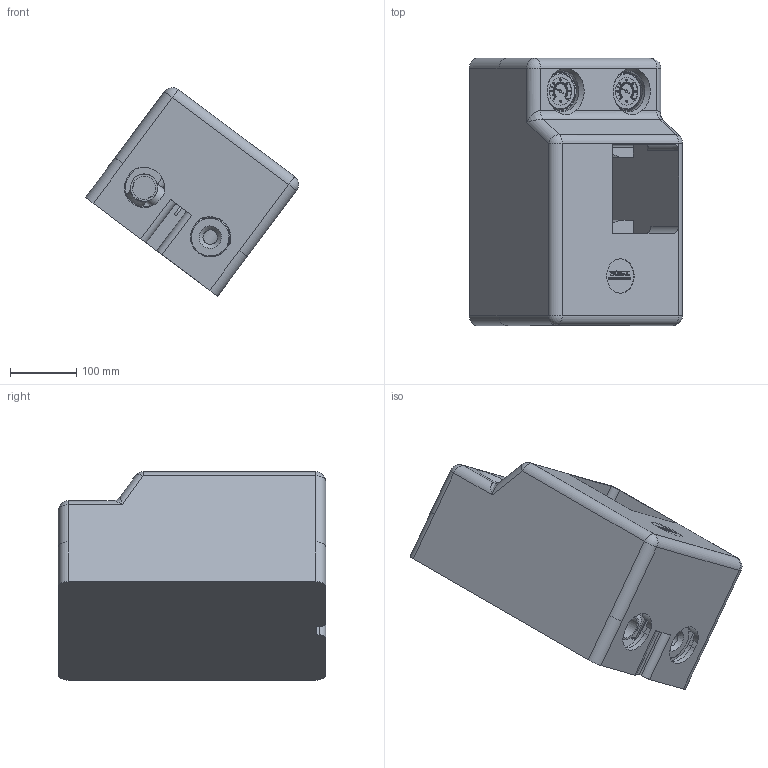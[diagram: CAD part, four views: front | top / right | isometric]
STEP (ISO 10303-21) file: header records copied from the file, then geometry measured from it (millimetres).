
FILE_DESCRIPTION(/* description */ (''),/* implementation_level */ '2;1');
FILE_NAME(/* name */ 'SMT125-DN32.stp',/* time_stamp */ '2015-11-29T19:52:05+01:00',/* author */ ('ARTUR'),/* organization */ (''),/* preprocessor_version */ 'ST-DEVELOPER v15.6',/* originating_system */ 'Autodesk Inventor 2015',/* authorisation */ '');
FILE_SCHEMA (('CONFIG_CONTROL_DESIGN'));
Products named in the file (1): SMT125-DN32
Bounding box: 322.94 x 405 x 315.85 mm (x, y, z)
Volume: 10119972.5 mm3; surface area: 1137803.5 mm2
Topology: 1 solids, 19 shells, 3370 faces, 9251 edges, 5964 vertices
Faces by surface type: plane 1912, cylinder 784, bspline 428, cone 91, torus 88, sphere 67
Full cylindrical faces by diameter (mm): 2 x1, 3.242 x1, 4.459 x1, 4.917 x8, 5 x1, 5.5 x1, 6 x2, 6.5 x4, 8.5 x1, 9 x1, 9.3 x1, 10 x4, 12 x3, 12.3 x2, 13 x2, 15 x3, 20 x1, 22 x3, 25 x2, 29 x1, 30 x4, 33 x1, 35 x4, 35.9 x1, 40 x6, 41 x5, 42 x2, 42.5 x2, 45 x2, 50 x1
Entity records: 113168 total; most frequent: CARTESIAN_POINT 28683, ORIENTED_EDGE 17896, DIRECTION 15843, EDGE_CURVE 8948, LINE 5997, VECTOR 5997, VERTEX_POINT 5895, AXIS2_PLACEMENT_3D 4923
